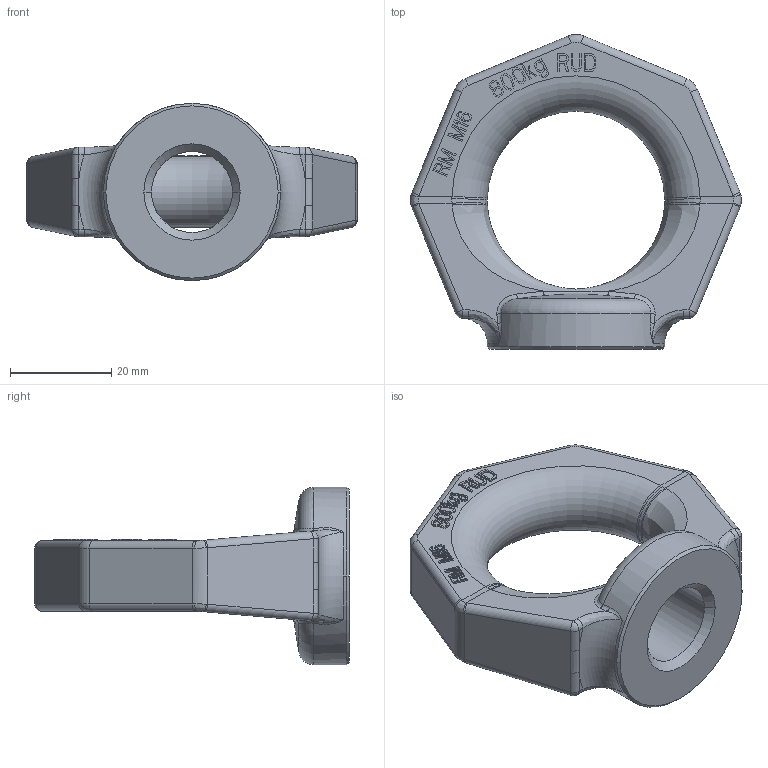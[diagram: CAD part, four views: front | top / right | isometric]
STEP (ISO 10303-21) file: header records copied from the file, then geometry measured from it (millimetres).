
FILE_DESCRIPTION((''),'2;1');
FILE_NAME('001-M31736-P-1','2004-10-07T',('Leichs'),(''),'PRO/ENGINEER BY PARAMETRIC TECHNOLOGY CORPORATION, 2001400','PRO/ENGINEER BY PARAMETRIC TECHNOLOGY CORPORATION, 2001400','');
FILE_SCHEMA(('CONFIG_CONTROL_DESIGN'));
Length unit declared in the file: millimetre
Products named in the file (1): 001-M31736-P-1
Bounding box: 65.36 x 62.17 x 35 mm (x, y, z)
Volume: 31396.2 mm3; surface area: 9305.4 mm2
Topology: 1 solids, 1 shells, 569 faces, 1563 edges, 1014 vertices
Faces by surface type: plane 463, bspline 46, cylinder 35, torus 15, cone 6, sphere 4
Entity records: 20180 total; most frequent: CARTESIAN_POINT 6005, ORIENTED_EDGE 3126, DIRECTION 2613, EDGE_CURVE 1563, VECTOR 1339, LINE 1339, VERTEX_POINT 1014, AXIS2_PLACEMENT_3D 637
